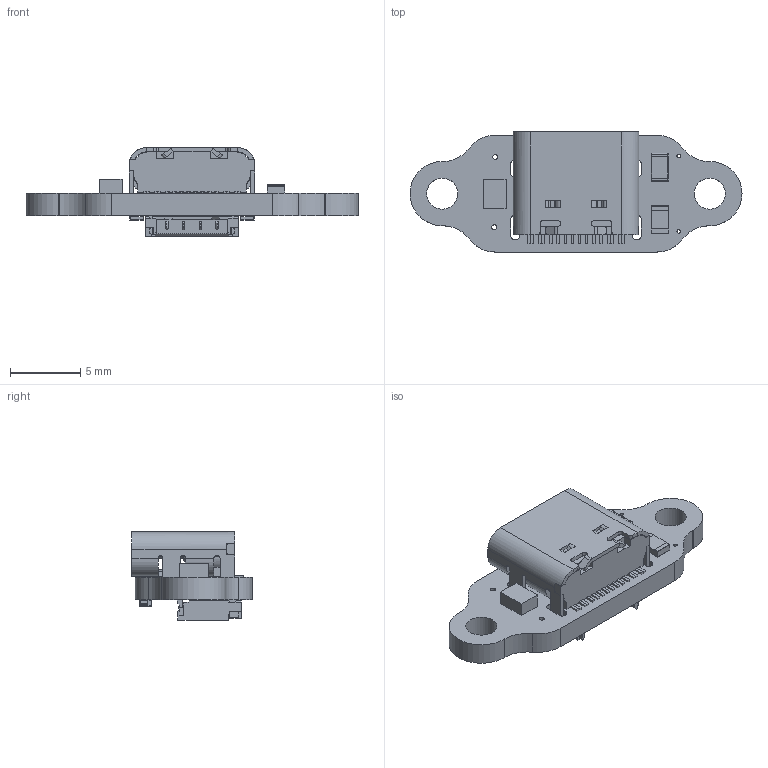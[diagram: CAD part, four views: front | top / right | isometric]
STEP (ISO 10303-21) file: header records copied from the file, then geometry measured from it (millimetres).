
FILE_DESCRIPTION(/* description */ (''),/* implementation_level */ '2;1');
FILE_NAME(/* name */ '4e61a23a-97a6-488c-9aa9-2b3ddc3ff991.stp',/* time_stamp */ '2022-11-15T02:13:55Z',/* author */ (''),/* organization */ (''),/* preprocessor_version */ 'ST-DEVELOPER v19.2',/* originating_system */ 'Autodesk Translation Framework v11.17.0.187',/* authorisation */ '');
FILE_SCHEMA (('AUTOMOTIVE_DESIGN { 1 0 10303 214 3 1 1 }'));
Length unit declared in the file: millimetre
Products named in the file (36): TheFly_DaughterBoard_R1; PCB Component; Board; HRO_TYPE-C-31-M-12; TYPE-C-31-M-12; R0402; 31948913; Part 4; Part 3; Part 2; Part 1; ECMF024CMX8; F0603; 31948855; Part 4 (1); Part 3 (1); Part 2 (1); Part 1 (1); C0805; 31948708; Part 3 (2); Part 2 (2); Part 1 (2); R0805; 31948918; Part 4 (2); Part 3 (3); Part 2 (3); Part 1 (3); FB0603; 31948859; Part 4 (3); Part 3 (4); Part 2 (4); Part 1 (4); M1201RS-04-BK
Assembly tree (36 placements, depth 5):
  TheFly_DaughterBoard_R1
    PCB Component
      Board
      HRO_TYPE-C-31-M-12
        TYPE-C-31-M-12
      R0402  x2
        31948913
          Part 4
          Part 3
          Part 2
          Part 1
      ECMF024CMX8
      F0603
        31948855
          Part 4 (1)
          Part 3 (1)
          Part 2 (1)
          Part 1 (1)
      C0805
        31948708
          Part 3 (2)
          Part 2 (2)
          Part 1 (2)
      R0805
        31948918
          Part 4 (2)
          Part 3 (3)
          Part 2 (3)
          Part 1 (3)
      FB0603
        31948859
          Part 4 (3)
          Part 3 (4)
          Part 2 (4)
          Part 1 (4)
      M1201RS-04-BK
Bounding box: 23.57 x 8.53 x 6.3 mm (x, y, z)
Volume: 370.2 mm3; surface area: 1154.2 mm2
Topology: 68 solids, 68 shells, 1204 faces, 3017 edges, 1952 vertices
Faces by surface type: plane 973, cylinder 205, cone 18, sphere 8
Full cylindrical faces by diameter (mm): 0.25 x13, 0.35 x6, 0.5 x2, 0.7 x2, 2.2 x2
Entity records: 35624 total; most frequent: CARTESIAN_POINT 6105, ORIENTED_EDGE 5850, DIRECTION 5809, EDGE_CURVE 2925, LINE 2505, VECTOR 2505, VERTEX_POINT 1896, AXIS2_PLACEMENT_3D 1652
